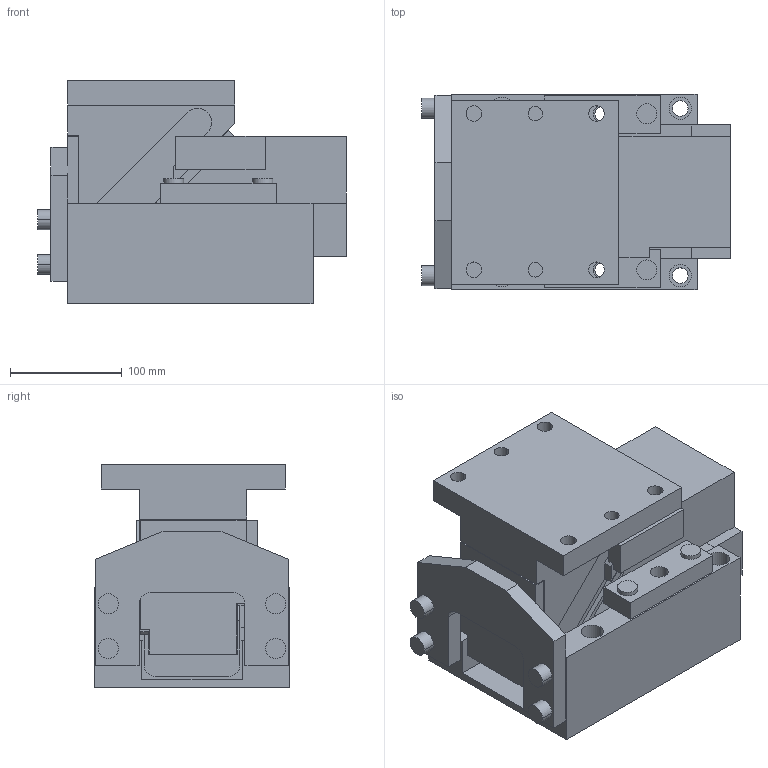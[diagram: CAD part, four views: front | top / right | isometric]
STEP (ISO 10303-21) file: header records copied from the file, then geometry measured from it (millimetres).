
FILE_DESCRIPTION(('CATIA V5 STEP Exchange'),'2;1');
FILE_NAME('CDCA_100_00_80.stp','2018-09-12T10:54:55+00:00',('none'),('none'),'CATIA Version 5 Release 20 GA (IN-10)','CATIA V5 STEP AP203','none');
FILE_SCHEMA(('CONFIG_CONTROL_DESIGN'));
Length unit declared in the file: millimetre
Products named in the file (1): CDCA_100_00_80
Bounding box: 277 x 175 x 200 mm (x, y, z)
Volume: 5800175 mm3; surface area: 484612.2 mm2
Topology: 3 solids, 3 shells, 185 faces, 495 edges, 331 vertices
Faces by surface type: plane 124, cylinder 61
Entity records: 5433 total; most frequent: ORIENTED_EDGE 990, CARTESIAN_POINT 950, DIRECTION 741, EDGE_CURVE 495, VECTOR 373, LINE 373, VERTEX_POINT 331, AXIS2_PLACEMENT_3D 246
